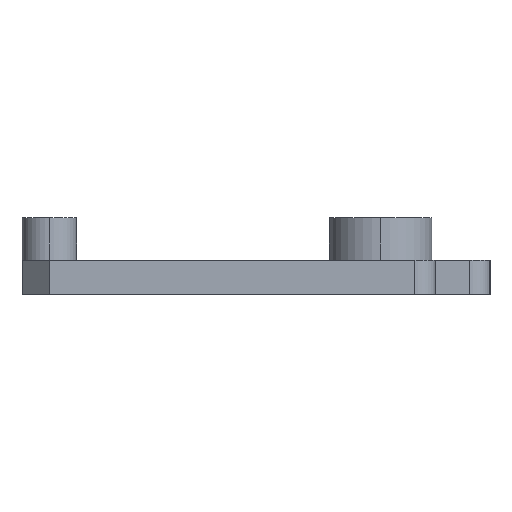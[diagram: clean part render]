
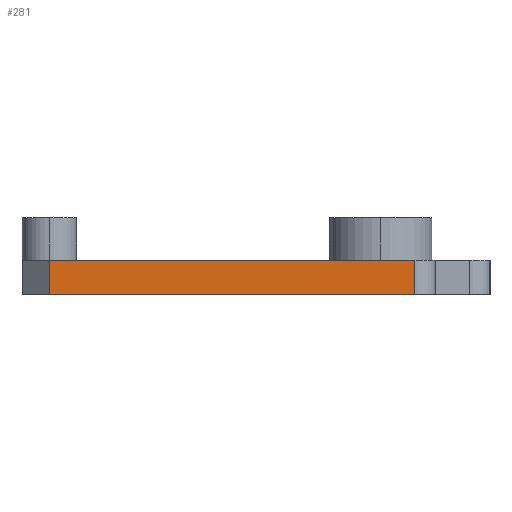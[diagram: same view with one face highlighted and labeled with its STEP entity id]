
A CAD part, left-side view. The second image highlights one B-rep face of the part: STEP entity #281.
In plain terms, the highlighted planar face has unit normal (-1, 0, 0).
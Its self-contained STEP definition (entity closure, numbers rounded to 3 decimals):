
#146=PLANE('',#3071);
#281=ADVANCED_FACE('',(#422),#146,.T.);
#422=FACE_OUTER_BOUND('',#620,.F.);
#620=EDGE_LOOP('',(#1353,#1354,#1355,#1356));
#1353=ORIENTED_EDGE('',*,*,#2385,.F.);
#1354=ORIENTED_EDGE('',*,*,#2187,.T.);
#1355=ORIENTED_EDGE('',*,*,#2389,.T.);
#1356=ORIENTED_EDGE('',*,*,#2271,.T.);
#1649=LINE('',#4327,#1910);
#1713=LINE('',#4411,#1974);
#1739=LINE('',#4525,#2000);
#1743=LINE('',#4529,#2004);
#1910=VECTOR('',#3270,5.);
#1974=VECTOR('',#3374,5.);
#2000=VECTOR('',#3576,53.5);
#2004=VECTOR('',#3580,53.5);
#2187=EDGE_CURVE('',#2806,#2807,#1649,.T.);
#2271=EDGE_CURVE('',#2579,#2578,#1713,.T.);
#2385=EDGE_CURVE('',#2806,#2578,#1739,.T.);
#2389=EDGE_CURVE('',#2807,#2579,#1743,.T.);
#2578=VERTEX_POINT('',#3930);
#2579=VERTEX_POINT('',#3931);
#2806=VERTEX_POINT('',#4158);
#2807=VERTEX_POINT('',#4159);
#3071=AXIS2_PLACEMENT_3D('',#4682,#3865,#3866);
#3270=DIRECTION('',(0.,0.,-1.));
#3374=DIRECTION('',(0.,0.,1.));
#3576=DIRECTION('',(0.,1.,0.));
#3580=DIRECTION('',(0.,1.,0.));
#3865=DIRECTION('',(-1.,0.,0.));
#3866=DIRECTION('',(0.,1.,0.));
#3930=CARTESIAN_POINT('',(-80.,97.5,30.));
#3931=CARTESIAN_POINT('',(-80.,97.5,25.));
#4158=CARTESIAN_POINT('',(-80.,44.,30.));
#4159=CARTESIAN_POINT('',(-80.,44.,25.));
#4327=CARTESIAN_POINT('',(-80.,44.,30.));
#4411=CARTESIAN_POINT('',(-80.,97.5,25.));
#4525=CARTESIAN_POINT('',(-80.,44.,30.));
#4529=CARTESIAN_POINT('',(-80.,44.,25.));
#4682=CARTESIAN_POINT('',(-80.,32.315,30.685));
